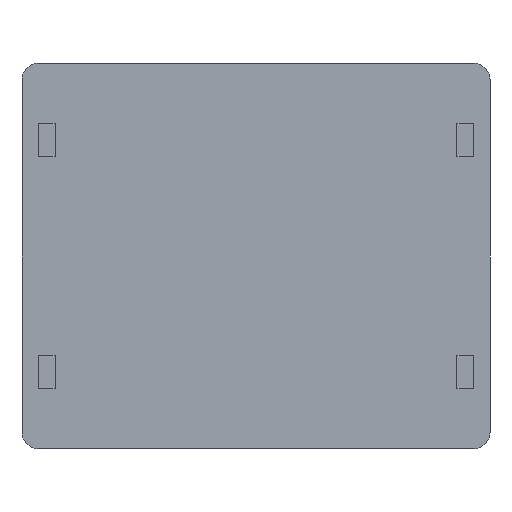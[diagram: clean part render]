
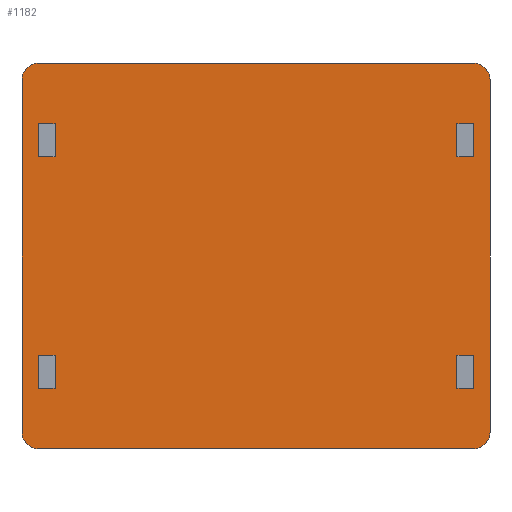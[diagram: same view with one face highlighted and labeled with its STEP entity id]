
A CAD part, top view. The second image highlights one B-rep face of the part: STEP entity #1182.
In plain terms, the highlighted planar face has unit normal (0, 0, 1).
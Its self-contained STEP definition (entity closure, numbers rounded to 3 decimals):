
#19=FACE_BOUND('',#185,.T.);
#20=FACE_BOUND('',#186,.T.);
#21=FACE_BOUND('',#187,.T.);
#22=FACE_BOUND('',#188,.T.);
#44=PLANE('',#1286);
#110=FACE_OUTER_BOUND('',#184,.T.);
#184=EDGE_LOOP('',(#881,#882,#883,#884,#885,#886,#887,#888));
#185=EDGE_LOOP('',(#889,#890,#891,#892));
#186=EDGE_LOOP('',(#893,#894,#895,#896));
#187=EDGE_LOOP('',(#897,#898,#899,#900));
#188=EDGE_LOOP('',(#901,#902,#903,#904));
#257=LINE('',#1715,#393);
#259=LINE('',#1724,#395);
#261=LINE('',#1734,#397);
#263=LINE('',#1743,#399);
#265=LINE('',#1754,#401);
#266=LINE('',#1756,#402);
#267=LINE('',#1758,#403);
#268=LINE('',#1759,#404);
#269=LINE('',#1762,#405);
#270=LINE('',#1764,#406);
#271=LINE('',#1766,#407);
#272=LINE('',#1767,#408);
#273=LINE('',#1770,#409);
#274=LINE('',#1772,#410);
#275=LINE('',#1774,#411);
#276=LINE('',#1775,#412);
#277=LINE('',#1778,#413);
#278=LINE('',#1780,#414);
#279=LINE('',#1782,#415);
#280=LINE('',#1783,#416);
#393=VECTOR('',#1389,10.);
#395=VECTOR('',#1397,10.);
#397=VECTOR('',#1409,10.);
#399=VECTOR('',#1421,10.);
#401=VECTOR('',#1437,10.);
#402=VECTOR('',#1438,10.);
#403=VECTOR('',#1439,10.);
#404=VECTOR('',#1440,10.);
#405=VECTOR('',#1441,10.);
#406=VECTOR('',#1442,10.);
#407=VECTOR('',#1443,10.);
#408=VECTOR('',#1444,10.);
#409=VECTOR('',#1445,10.);
#410=VECTOR('',#1446,10.);
#411=VECTOR('',#1447,10.);
#412=VECTOR('',#1448,10.);
#413=VECTOR('',#1449,10.);
#414=VECTOR('',#1450,10.);
#415=VECTOR('',#1451,10.);
#416=VECTOR('',#1452,10.);
#537=CIRCLE('',#1272,3.);
#540=CIRCLE('',#1277,3.);
#543=CIRCLE('',#1282,3.);
#544=CIRCLE('',#1284,3.);
#562=VERTEX_POINT('',#1712);
#563=VERTEX_POINT('',#1714);
#566=VERTEX_POINT('',#1721);
#567=VERTEX_POINT('',#1723);
#569=VERTEX_POINT('',#1731);
#570=VERTEX_POINT('',#1733);
#571=VERTEX_POINT('',#1740);
#572=VERTEX_POINT('',#1742);
#573=VERTEX_POINT('',#1752);
#574=VERTEX_POINT('',#1753);
#575=VERTEX_POINT('',#1755);
#576=VERTEX_POINT('',#1757);
#577=VERTEX_POINT('',#1760);
#578=VERTEX_POINT('',#1761);
#579=VERTEX_POINT('',#1763);
#580=VERTEX_POINT('',#1765);
#581=VERTEX_POINT('',#1768);
#582=VERTEX_POINT('',#1769);
#583=VERTEX_POINT('',#1771);
#584=VERTEX_POINT('',#1773);
#585=VERTEX_POINT('',#1776);
#586=VERTEX_POINT('',#1777);
#587=VERTEX_POINT('',#1779);
#588=VERTEX_POINT('',#1781);
#674=EDGE_CURVE('',#563,#562,#257,.T.);
#678=EDGE_CURVE('',#566,#567,#259,.T.);
#681=EDGE_CURVE('',#567,#562,#537,.T.);
#683=EDGE_CURVE('',#570,#569,#261,.T.);
#686=EDGE_CURVE('',#570,#566,#540,.T.);
#688=EDGE_CURVE('',#572,#571,#263,.T.);
#691=EDGE_CURVE('',#572,#569,#543,.T.);
#692=EDGE_CURVE('',#563,#571,#544,.T.);
#693=EDGE_CURVE('',#573,#574,#265,.T.);
#694=EDGE_CURVE('',#574,#575,#266,.T.);
#695=EDGE_CURVE('',#575,#576,#267,.T.);
#696=EDGE_CURVE('',#576,#573,#268,.T.);
#697=EDGE_CURVE('',#577,#578,#269,.T.);
#698=EDGE_CURVE('',#578,#579,#270,.T.);
#699=EDGE_CURVE('',#579,#580,#271,.T.);
#700=EDGE_CURVE('',#580,#577,#272,.T.);
#701=EDGE_CURVE('',#581,#582,#273,.T.);
#702=EDGE_CURVE('',#582,#583,#274,.T.);
#703=EDGE_CURVE('',#583,#584,#275,.T.);
#704=EDGE_CURVE('',#584,#581,#276,.T.);
#705=EDGE_CURVE('',#585,#586,#277,.T.);
#706=EDGE_CURVE('',#586,#587,#278,.T.);
#707=EDGE_CURVE('',#587,#588,#279,.T.);
#708=EDGE_CURVE('',#588,#585,#280,.T.);
#881=ORIENTED_EDGE('',*,*,#691,.F.);
#882=ORIENTED_EDGE('',*,*,#688,.T.);
#883=ORIENTED_EDGE('',*,*,#692,.F.);
#884=ORIENTED_EDGE('',*,*,#674,.T.);
#885=ORIENTED_EDGE('',*,*,#681,.F.);
#886=ORIENTED_EDGE('',*,*,#678,.F.);
#887=ORIENTED_EDGE('',*,*,#686,.F.);
#888=ORIENTED_EDGE('',*,*,#683,.T.);
#889=ORIENTED_EDGE('',*,*,#693,.T.);
#890=ORIENTED_EDGE('',*,*,#694,.T.);
#891=ORIENTED_EDGE('',*,*,#695,.T.);
#892=ORIENTED_EDGE('',*,*,#696,.T.);
#893=ORIENTED_EDGE('',*,*,#697,.T.);
#894=ORIENTED_EDGE('',*,*,#698,.T.);
#895=ORIENTED_EDGE('',*,*,#699,.T.);
#896=ORIENTED_EDGE('',*,*,#700,.T.);
#897=ORIENTED_EDGE('',*,*,#701,.T.);
#898=ORIENTED_EDGE('',*,*,#702,.T.);
#899=ORIENTED_EDGE('',*,*,#703,.T.);
#900=ORIENTED_EDGE('',*,*,#704,.T.);
#901=ORIENTED_EDGE('',*,*,#705,.T.);
#902=ORIENTED_EDGE('',*,*,#706,.T.);
#903=ORIENTED_EDGE('',*,*,#707,.T.);
#904=ORIENTED_EDGE('',*,*,#708,.T.);
#1182=ADVANCED_FACE('',(#110,#19,#20,#21,#22),#44,.T.);
#1272=AXIS2_PLACEMENT_3D('',#1728,#1403,#1404);
#1277=AXIS2_PLACEMENT_3D('',#1738,#1415,#1416);
#1282=AXIS2_PLACEMENT_3D('',#1747,#1427,#1428);
#1284=AXIS2_PLACEMENT_3D('',#1749,#1431,#1432);
#1286=AXIS2_PLACEMENT_3D('',#1751,#1435,#1436);
#1389=DIRECTION('',(0.,-1.,0.));
#1397=DIRECTION('',(-1.,0.,0.));
#1403=DIRECTION('center_axis',(0.,0.,-1.));
#1404=DIRECTION('ref_axis',(-0.707,-0.707,0.));
#1409=DIRECTION('',(0.,1.,0.));
#1415=DIRECTION('center_axis',(0.,0.,-1.));
#1416=DIRECTION('ref_axis',(0.707,-0.707,0.));
#1421=DIRECTION('',(-1.,0.,0.));
#1427=DIRECTION('center_axis',(0.,0.,-1.));
#1428=DIRECTION('ref_axis',(0.707,0.707,0.));
#1431=DIRECTION('center_axis',(0.,0.,-1.));
#1432=DIRECTION('ref_axis',(-0.707,0.707,0.));
#1435=DIRECTION('center_axis',(0.,0.,1.));
#1436=DIRECTION('ref_axis',(1.,0.,0.));
#1437=DIRECTION('',(-1.,0.,0.));
#1438=DIRECTION('',(0.,1.,0.));
#1439=DIRECTION('',(1.,0.,0.));
#1440=DIRECTION('',(0.,-1.,0.));
#1441=DIRECTION('',(1.,0.,0.));
#1442=DIRECTION('',(0.,-1.,0.));
#1443=DIRECTION('',(-1.,0.,0.));
#1444=DIRECTION('',(0.,1.,0.));
#1445=DIRECTION('',(1.,0.,0.));
#1446=DIRECTION('',(0.,-1.,0.));
#1447=DIRECTION('',(-1.,0.,0.));
#1448=DIRECTION('',(0.,1.,0.));
#1449=DIRECTION('',(0.,-1.,0.));
#1450=DIRECTION('',(-1.,0.,0.));
#1451=DIRECTION('',(0.,1.,0.));
#1452=DIRECTION('',(1.,0.,0.));
#1712=CARTESIAN_POINT('',(7.504,-0.845,0.));
#1714=CARTESIAN_POINT('',(7.504,63.155,0.));
#1715=CARTESIAN_POINT('',(7.504,66.155,0.));
#1721=CARTESIAN_POINT('',(89.504,-3.845,0.));
#1723=CARTESIAN_POINT('',(10.504,-3.845,0.));
#1724=CARTESIAN_POINT('',(92.504,-3.845,0.));
#1728=CARTESIAN_POINT('Origin',(10.504,-0.845,0.));
#1731=CARTESIAN_POINT('',(92.504,63.155,0.));
#1733=CARTESIAN_POINT('',(92.504,-0.845,0.));
#1734=CARTESIAN_POINT('',(92.504,-0.845,0.));
#1738=CARTESIAN_POINT('Origin',(89.504,-0.845,0.));
#1740=CARTESIAN_POINT('',(10.504,66.155,0.));
#1742=CARTESIAN_POINT('',(89.504,66.155,0.));
#1743=CARTESIAN_POINT('',(92.504,66.155,0.));
#1747=CARTESIAN_POINT('Origin',(89.504,63.155,0.));
#1749=CARTESIAN_POINT('Origin',(10.504,63.155,0.));
#1751=CARTESIAN_POINT('Origin',(50.004,31.155,0.));
#1752=CARTESIAN_POINT('',(13.504,7.155,0.));
#1753=CARTESIAN_POINT('',(10.504,7.155,0.));
#1754=CARTESIAN_POINT('',(30.254,7.155,0.));
#1755=CARTESIAN_POINT('',(10.504,13.155,0.));
#1756=CARTESIAN_POINT('',(10.504,22.155,0.));
#1757=CARTESIAN_POINT('',(13.504,13.155,0.));
#1758=CARTESIAN_POINT('',(31.754,13.155,0.));
#1759=CARTESIAN_POINT('',(13.504,19.155,0.));
#1760=CARTESIAN_POINT('',(86.504,13.155,0.));
#1761=CARTESIAN_POINT('',(89.504,13.155,0.));
#1762=CARTESIAN_POINT('',(69.754,13.155,0.));
#1763=CARTESIAN_POINT('',(89.504,7.155,0.));
#1764=CARTESIAN_POINT('',(89.504,19.155,0.));
#1765=CARTESIAN_POINT('',(86.504,7.155,0.));
#1766=CARTESIAN_POINT('',(68.254,7.155,0.));
#1767=CARTESIAN_POINT('',(86.504,22.155,0.));
#1768=CARTESIAN_POINT('',(10.504,55.155,0.));
#1769=CARTESIAN_POINT('',(13.504,55.155,0.));
#1770=CARTESIAN_POINT('',(31.754,55.155,0.));
#1771=CARTESIAN_POINT('',(13.504,49.155,0.));
#1772=CARTESIAN_POINT('',(13.504,40.155,0.));
#1773=CARTESIAN_POINT('',(10.504,49.155,0.));
#1774=CARTESIAN_POINT('',(30.254,49.155,0.));
#1775=CARTESIAN_POINT('',(10.504,43.155,0.));
#1776=CARTESIAN_POINT('',(89.504,55.155,0.));
#1777=CARTESIAN_POINT('',(89.504,49.155,0.));
#1778=CARTESIAN_POINT('',(89.504,40.155,0.));
#1779=CARTESIAN_POINT('',(86.504,49.155,0.));
#1780=CARTESIAN_POINT('',(68.254,49.155,0.));
#1781=CARTESIAN_POINT('',(86.504,55.155,0.));
#1782=CARTESIAN_POINT('',(86.504,43.155,0.));
#1783=CARTESIAN_POINT('',(69.754,55.155,0.));
